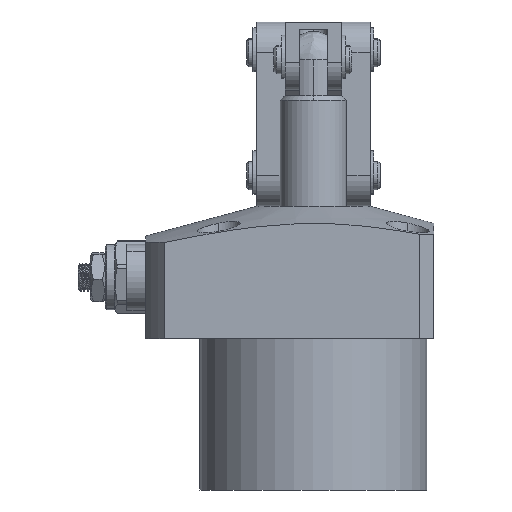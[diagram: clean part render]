
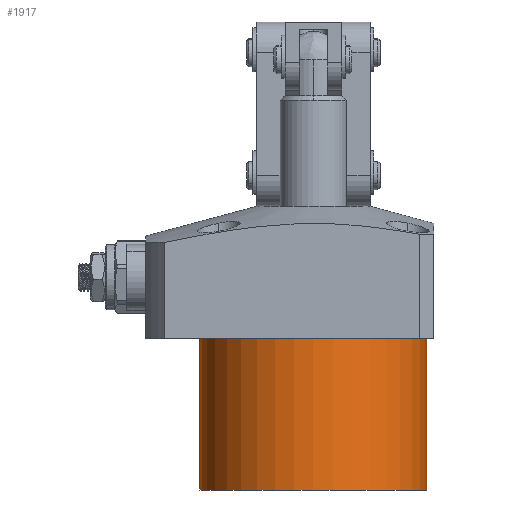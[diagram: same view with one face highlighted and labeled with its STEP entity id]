
A CAD part, front view. The second image highlights one B-rep face of the part: STEP entity #1917.
In plain terms, the highlighted cylindrical face has radius 24 mm (diameter 48 mm), a partial arc.
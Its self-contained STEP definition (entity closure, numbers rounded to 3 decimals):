
#470 = CARTESIAN_POINT ( 'NONE',  ( 0., 32., 0. ) ) ;
#561 = DIRECTION ( 'NONE',  ( 0., -1., 0. ) ) ;
#1253 = CARTESIAN_POINT ( 'NONE',  ( 24., 0., 0. ) ) ;
#1269 = LINE ( 'NONE', #9441, #10191 ) ;
#1289 = CIRCLE ( 'NONE', #14365, 24. ) ;
#1658 = DIRECTION ( 'NONE',  ( 0., 0., -1. ) ) ;
#1808 = CARTESIAN_POINT ( 'NONE',  ( 24., 32., 0. ) ) ;
#1917 = ADVANCED_FACE ( 'NONE', ( #12759 ), #12392, .T. ) ;
#2197 = EDGE_CURVE ( 'NONE', #2308, #8777, #14031, .T. ) ;
#2308 = VERTEX_POINT ( 'NONE', #1253 ) ;
#2872 = EDGE_CURVE ( 'NONE', #11419, #11873, #1289, .T. ) ;
#4024 = CARTESIAN_POINT ( 'NONE',  ( -24., 0., 0. ) ) ;
#4549 = CARTESIAN_POINT ( 'NONE',  ( 0., 0., 0. ) ) ;
#5162 = LINE ( 'NONE', #14494, #14437 ) ;
#5205 = ORIENTED_EDGE ( 'NONE', *, *, #10087, .T. ) ;
#5277 = ORIENTED_EDGE ( 'NONE', *, *, #13761, .F. ) ;
#5567 = ORIENTED_EDGE ( 'NONE', *, *, #2197, .F. ) ;
#5732 = DIRECTION ( 'NONE',  ( 1., 0., 0. ) ) ;
#8622 = DIRECTION ( 'NONE',  ( 0., -1., 0. ) ) ;
#8777 = VERTEX_POINT ( 'NONE', #4024 ) ;
#8996 = ORIENTED_EDGE ( 'NONE', *, *, #2872, .T. ) ;
#9441 = CARTESIAN_POINT ( 'NONE',  ( 24., 32., 0. ) ) ;
#9604 = CARTESIAN_POINT ( 'NONE',  ( -24., 32., 0. ) ) ;
#10087 = EDGE_CURVE ( 'NONE', #11873, #8777, #5162, .T. ) ;
#10191 = VECTOR ( 'NONE', #10608, 1000. ) ;
#10608 = DIRECTION ( 'NONE',  ( 0., -1., 0. ) ) ;
#11419 = VERTEX_POINT ( 'NONE', #1808 ) ;
#11825 = AXIS2_PLACEMENT_3D ( 'NONE', #4549, #12673, #5732 ) ;
#11873 = VERTEX_POINT ( 'NONE', #9604 ) ;
#12307 = EDGE_LOOP ( 'NONE', ( #8996, #5205, #5567, #5277 ) ) ;
#12392 = CYLINDRICAL_SURFACE ( 'NONE', #12878, 24. ) ;
#12673 = DIRECTION ( 'NONE',  ( 0., -1., 0. ) ) ;
#12759 = FACE_OUTER_BOUND ( 'NONE', #12307, .T. ) ;
#12876 = CARTESIAN_POINT ( 'NONE',  ( 0., 32., 0. ) ) ;
#12878 = AXIS2_PLACEMENT_3D ( 'NONE', #12876, #13028, #14111 ) ;
#13028 = DIRECTION ( 'NONE',  ( 0., -1., 0. ) ) ;
#13761 = EDGE_CURVE ( 'NONE', #11419, #2308, #1269, .T. ) ;
#14031 = CIRCLE ( 'NONE', #11825, 24. ) ;
#14111 = DIRECTION ( 'NONE',  ( 1., 0., 0. ) ) ;
#14365 = AXIS2_PLACEMENT_3D ( 'NONE', #470, #8622, #1658 ) ;
#14437 = VECTOR ( 'NONE', #561, 1000. ) ;
#14494 = CARTESIAN_POINT ( 'NONE',  ( -24., 32., 0. ) ) ;
